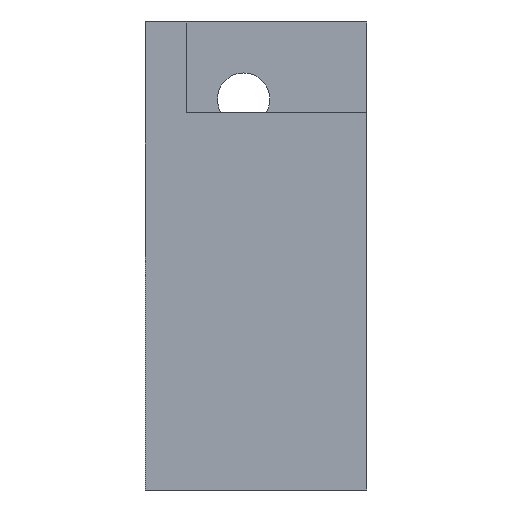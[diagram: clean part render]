
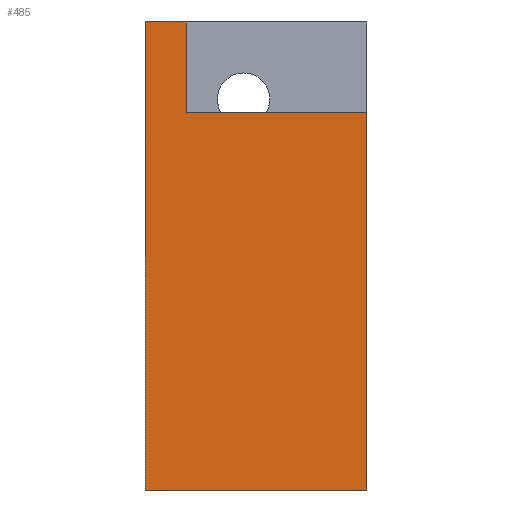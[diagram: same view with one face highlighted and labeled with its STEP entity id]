
A CAD part, left-side view. The second image highlights one B-rep face of the part: STEP entity #485.
In plain terms, the highlighted planar face has unit normal (-1, 0, 0).
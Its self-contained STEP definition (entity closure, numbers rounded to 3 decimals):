
#50=FACE_OUTER_BOUND('',#76,.T.);
#76=EDGE_LOOP('',(#412,#413,#414,#415,#416,#417));
#105=LINE('',#728,#164);
#126=LINE('',#770,#185);
#129=LINE('',#775,#188);
#134=LINE('',#786,#193);
#137=LINE('',#791,#196);
#138=LINE('',#792,#197);
#164=VECTOR('',#601,10.);
#185=VECTOR('',#634,10.);
#188=VECTOR('',#639,10.);
#193=VECTOR('',#648,10.);
#196=VECTOR('',#653,10.);
#197=VECTOR('',#654,10.);
#222=VERTEX_POINT('',#725);
#223=VERTEX_POINT('',#727);
#238=VERTEX_POINT('',#769);
#239=VERTEX_POINT('',#773);
#242=VERTEX_POINT('',#783);
#243=VERTEX_POINT('',#785);
#275=EDGE_CURVE('',#222,#223,#105,.T.);
#296=EDGE_CURVE('',#223,#238,#126,.T.);
#299=EDGE_CURVE('',#222,#239,#129,.T.);
#304=EDGE_CURVE('',#242,#243,#134,.T.);
#307=EDGE_CURVE('',#243,#239,#137,.T.);
#308=EDGE_CURVE('',#242,#238,#138,.T.);
#412=ORIENTED_EDGE('',*,*,#299,.T.);
#413=ORIENTED_EDGE('',*,*,#307,.F.);
#414=ORIENTED_EDGE('',*,*,#304,.F.);
#415=ORIENTED_EDGE('',*,*,#308,.T.);
#416=ORIENTED_EDGE('',*,*,#296,.F.);
#417=ORIENTED_EDGE('',*,*,#275,.F.);
#462=PLANE('',#539);
#485=ADVANCED_FACE('',(#50),#462,.T.);
#539=AXIS2_PLACEMENT_3D('',#790,#651,#652);
#601=DIRECTION('',(0.,-1.,0.));
#634=DIRECTION('',(0.,0.,-1.));
#639=DIRECTION('',(0.,0.,1.));
#648=DIRECTION('',(0.,0.,1.));
#651=DIRECTION('center_axis',(-1.,0.,0.));
#652=DIRECTION('ref_axis',(0.,-1.,0.));
#653=DIRECTION('',(0.,-1.,0.));
#654=DIRECTION('',(0.,-1.,0.));
#725=CARTESIAN_POINT('',(0.,-2.5,2.5));
#727=CARTESIAN_POINT('',(0.,-13.5,2.5));
#728=CARTESIAN_POINT('',(0.,0.,2.5));
#769=CARTESIAN_POINT('',(0.,-13.5,-20.5));
#770=CARTESIAN_POINT('',(0.,-13.5,2.5));
#773=CARTESIAN_POINT('',(0.,-2.5,8.));
#775=CARTESIAN_POINT('',(0.,-2.5,2.5));
#783=CARTESIAN_POINT('',(0.,0.,-20.5));
#785=CARTESIAN_POINT('',(0.,0.,8.));
#786=CARTESIAN_POINT('',(0.,0.,0.));
#790=CARTESIAN_POINT('Origin',(0.,0.,0.));
#791=CARTESIAN_POINT('',(0.,0.,8.));
#792=CARTESIAN_POINT('',(0.,-11.,-20.5));
